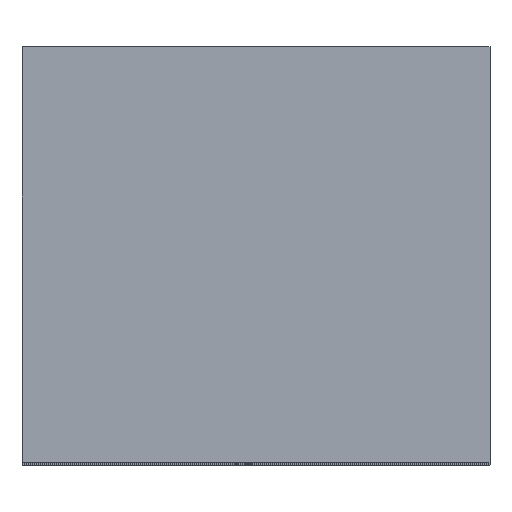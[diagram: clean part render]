
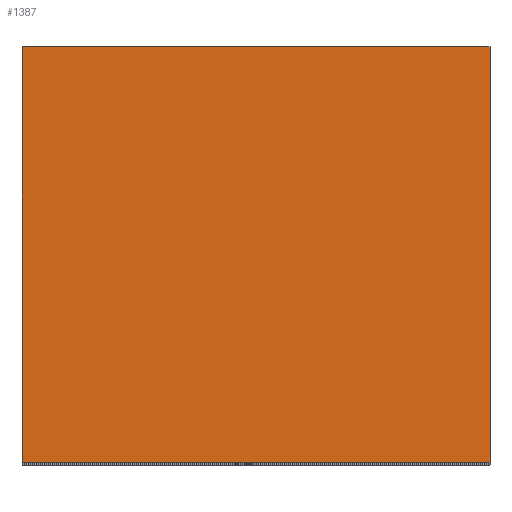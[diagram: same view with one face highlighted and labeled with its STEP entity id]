
A CAD part, top view. The second image highlights one B-rep face of the part: STEP entity #1387.
In plain terms, the highlighted planar face has unit normal (0, 0, 1).
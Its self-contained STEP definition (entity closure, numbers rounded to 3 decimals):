
#15 = ORIENTED_EDGE ( 'NONE', *, *, #1514, .F. ) ;
#44 = ORIENTED_EDGE ( 'NONE', *, *, #789, .T. ) ;
#244 = VERTEX_POINT ( 'NONE', #284 ) ;
#284 = CARTESIAN_POINT ( 'NONE',  ( -22.5, -20., 75. ) ) ;
#300 = DIRECTION ( 'NONE',  ( 1., 0., 0. ) ) ;
#384 = VECTOR ( 'NONE', #1700, 1000. ) ;
#417 = CARTESIAN_POINT ( 'NONE',  ( -22.5, 20., 75. ) ) ;
#464 = DIRECTION ( 'NONE',  ( 0., -1., 0. ) ) ;
#485 = CARTESIAN_POINT ( 'NONE',  ( 22.5, 20., 75. ) ) ;
#488 = EDGE_CURVE ( 'NONE', #1250, #244, #1363, .T. ) ;
#516 = VERTEX_POINT ( 'NONE', #485 ) ;
#518 = AXIS2_PLACEMENT_3D ( 'NONE', #417, #1540, #1662 ) ;
#539 = VECTOR ( 'NONE', #464, 1000. ) ;
#706 = VECTOR ( 'NONE', #799, 1000. ) ;
#763 = LINE ( 'NONE', #1702, #384 ) ;
#789 = EDGE_CURVE ( 'NONE', #244, #963, #1713, .T. ) ;
#799 = DIRECTION ( 'NONE',  ( 1., 0., 0. ) ) ;
#804 = EDGE_LOOP ( 'NONE', ( #44, #1028, #15, #1009 ) ) ;
#874 = FACE_OUTER_BOUND ( 'NONE', #804, .T. ) ;
#963 = VERTEX_POINT ( 'NONE', #1007 ) ;
#967 = EDGE_CURVE ( 'NONE', #516, #963, #763, .T. ) ;
#1007 = CARTESIAN_POINT ( 'NONE',  ( 22.5, -20., 75. ) ) ;
#1009 = ORIENTED_EDGE ( 'NONE', *, *, #488, .T. ) ;
#1028 = ORIENTED_EDGE ( 'NONE', *, *, #967, .F. ) ;
#1182 = LINE ( 'NONE', #1285, #1289 ) ;
#1221 = PLANE ( 'NONE',  #518 ) ;
#1250 = VERTEX_POINT ( 'NONE', #1337 ) ;
#1285 = CARTESIAN_POINT ( 'NONE',  ( -22.5, 20., 75. ) ) ;
#1289 = VECTOR ( 'NONE', #300, 1000. ) ;
#1337 = CARTESIAN_POINT ( 'NONE',  ( -22.5, 20., 75. ) ) ;
#1363 = LINE ( 'NONE', #1719, #539 ) ;
#1387 = ADVANCED_FACE ( 'NONE', ( #874 ), #1221, .F. ) ;
#1514 = EDGE_CURVE ( 'NONE', #1250, #516, #1182, .T. ) ;
#1540 = DIRECTION ( 'NONE',  ( 0., 0., -1. ) ) ;
#1636 = CARTESIAN_POINT ( 'NONE',  ( -22.5, -20., 75. ) ) ;
#1662 = DIRECTION ( 'NONE',  ( -1., 0., 0. ) ) ;
#1700 = DIRECTION ( 'NONE',  ( 0., -1., 0. ) ) ;
#1702 = CARTESIAN_POINT ( 'NONE',  ( 22.5, 20., 75. ) ) ;
#1713 = LINE ( 'NONE', #1636, #706 ) ;
#1719 = CARTESIAN_POINT ( 'NONE',  ( -22.5, 20., 75. ) ) ;
